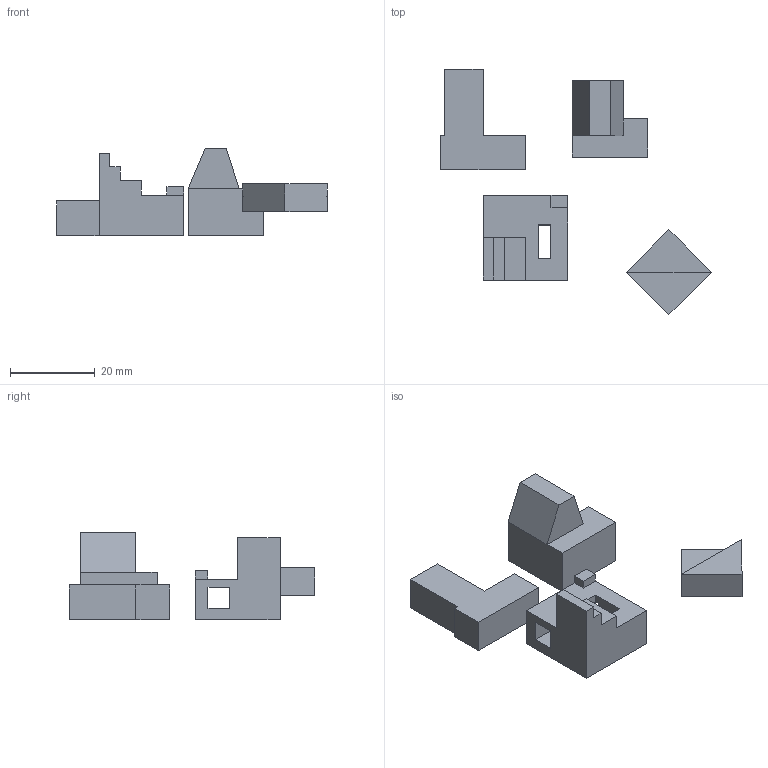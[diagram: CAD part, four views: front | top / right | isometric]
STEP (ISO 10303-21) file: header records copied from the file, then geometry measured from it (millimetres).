
FILE_DESCRIPTION(('STEP AP214'),'1');
FILE_NAME('three_objects_steps_depression_oblique.stp','2019-09-12T13:20:21',(' '),(' '),'Spatial InterOp 3D',' ',' ');
FILE_SCHEMA(('AUTOMOTIVE_DESIGN { 1 0 10303 214 1 1 1 1 }'));
Length unit declared in the file: metre
Products named in the file (6): three_objects_steps_depression_oblique; Design3; three_objects_steps_depressions; Component1; Component2; Component3
Assembly tree (5 placements, depth 3):
  three_objects_steps_depression_oblique
    Design3
    three_objects_steps_depressions
      Component1
      Component2
      Component3
Bounding box: 63.81 x 57.84 x 20.57 mm (x, y, z)
Volume: 11215.7 mm3; surface area: 6098.2 mm2
Topology: 4 solids, 4 shells, 56 faces, 146 edges, 96 vertices
Faces by surface type: plane 56
Entity records: 1858 total; most frequent: CARTESIAN_POINT 305, ORIENTED_EDGE 292, DIRECTION 272, EDGE_CURVE 146, LINE 146, VECTOR 146, VERTEX_POINT 96, AXIS2_PLACEMENT_3D 63
